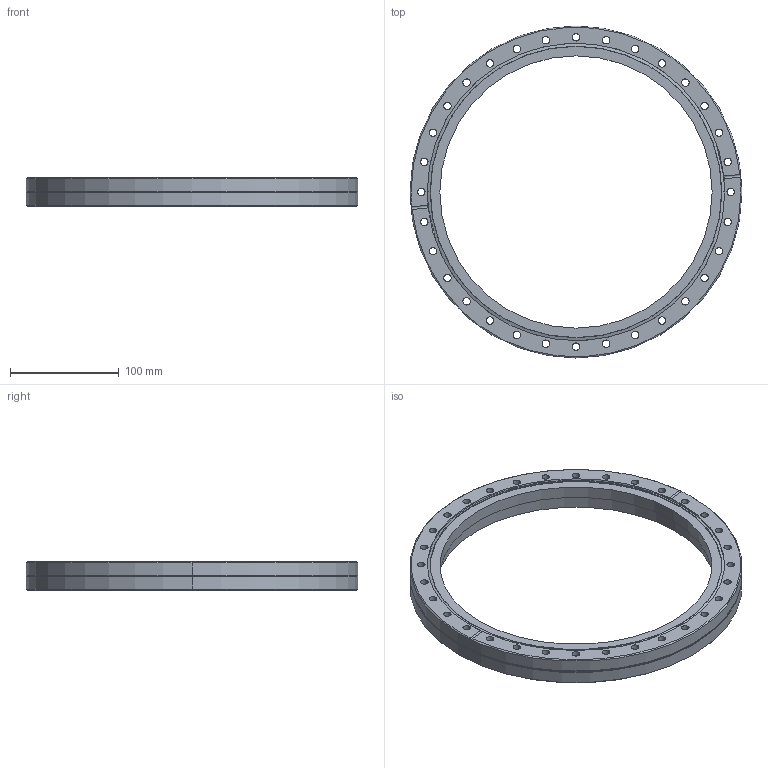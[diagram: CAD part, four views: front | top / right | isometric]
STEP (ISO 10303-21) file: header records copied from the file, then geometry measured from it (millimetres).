
FILE_DESCRIPTION (( 'STEP AP214' ), '1' );
FILE_NAME ('420FAN250-256-G.step', '2017-07-07T10:06:49', ( 'install' ), ( '' ), 'SwSTEP 2.0', 'SolidWorks 2015', '' );
FILE_SCHEMA (( 'AUTOMOTIVE_DESIGN' ));
Length unit declared in the file: millimetre
Products named in the file (1): 420FAN250-256-G
Bounding box: 304.8 x 304.8 x 26 mm (x, y, z)
Volume: 544959.1 mm3; surface area: 108733.1 mm2
Topology: 1 solids, 1 shells, 95 faces, 260 edges, 168 vertices
Faces by surface type: cylinder 76, cone 8, torus 6, plane 5
Entity records: 4022 total; most frequent: DIRECTION 618, CARTESIAN_POINT 588, ORIENTED_EDGE 520, AXIS2_PLACEMENT_3D 266, EDGE_CURVE 260, CIRCLE 170, VERTEX_POINT 168, EDGE_LOOP 162
